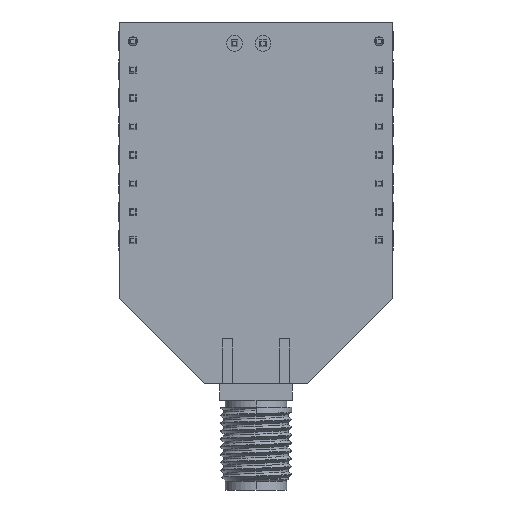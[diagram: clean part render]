
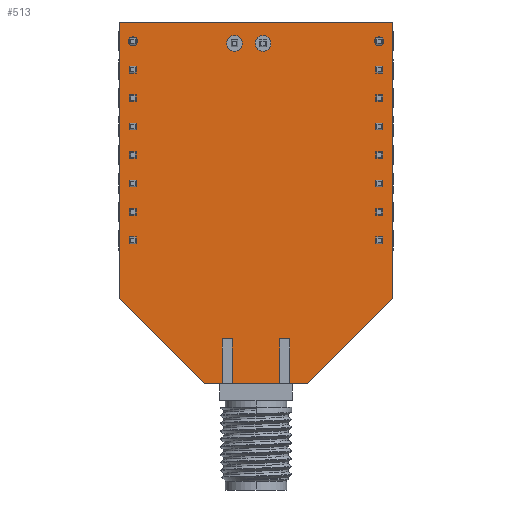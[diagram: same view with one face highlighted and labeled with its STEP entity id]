
A CAD part, front view. The second image highlights one B-rep face of the part: STEP entity #513.
In plain terms, the highlighted planar face has unit normal (0, -1, 0).
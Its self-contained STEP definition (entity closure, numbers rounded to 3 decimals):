
#104=CARTESIAN_POINT('',(1.2,0.,-1.72));
#105=DIRECTION('',(0.,1.,0.));
#106=DIRECTION('',(1.,0.,0.));
#107=AXIS2_PLACEMENT_3D('',#104,#105,#106);
#112=CARTESIAN_POINT('',(1.2,0.,-1.72));
#113=DIRECTION('',(0.,1.,0.));
#114=DIRECTION('',(-1.,0.,0.));
#115=AXIS2_PLACEMENT_3D('',#112,#113,#114);
#120=CARTESIAN_POINT('',(23.2,0.,-1.72));
#121=DIRECTION('',(0.,1.,0.));
#122=DIRECTION('',(1.,0.,0.));
#123=AXIS2_PLACEMENT_3D('',#120,#121,#122);
#128=CARTESIAN_POINT('',(23.2,0.,-1.72));
#129=DIRECTION('',(0.,1.,0.));
#130=DIRECTION('',(-1.,0.,0.));
#131=AXIS2_PLACEMENT_3D('',#128,#129,#130);
#136=DIRECTION('',(0.707,0.,-0.707));
#137=VECTOR('',#136,10.748);
#138=CARTESIAN_POINT('',(0.,0.,-24.7));
#139=LINE('',#138,#137);
#143=DIRECTION('',(0.,0.,1.));
#144=VECTOR('',#143,24.7);
#145=CARTESIAN_POINT('',(0.,0.,-24.7));
#146=LINE('',#145,#144);
#150=DIRECTION('',(1.,0.,0.));
#151=VECTOR('',#150,24.4);
#152=CARTESIAN_POINT('',(0.,0.,0.));
#153=LINE('',#152,#151);
#157=DIRECTION('',(0.,0.,-1.));
#158=VECTOR('',#157,24.7);
#159=CARTESIAN_POINT('',(24.4,0.,0.));
#160=LINE('',#159,#158);
#164=DIRECTION('',(0.707,0.,0.707));
#165=VECTOR('',#164,10.748);
#166=CARTESIAN_POINT('',(16.8,0.,-32.3));
#167=LINE('',#166,#165);
#171=DIRECTION('',(-1.,0.,0.));
#172=VECTOR('',#171,9.2);
#173=CARTESIAN_POINT('',(16.8,0.,-32.3));
#174=LINE('',#173,#172);
#178=CARTESIAN_POINT('',(12.827,0.,-1.905));
#179=DIRECTION('',(0.,1.,0.));
#180=DIRECTION('',(1.,0.,0.));
#181=AXIS2_PLACEMENT_3D('',#178,#179,#180);
#186=CARTESIAN_POINT('',(12.827,0.,-1.905));
#187=DIRECTION('',(0.,1.,0.));
#188=DIRECTION('',(-1.,0.,0.));
#189=AXIS2_PLACEMENT_3D('',#186,#187,#188);
#194=CARTESIAN_POINT('',(10.287,0.,-1.905));
#195=DIRECTION('',(0.,1.,0.));
#196=DIRECTION('',(1.,0.,0.));
#197=AXIS2_PLACEMENT_3D('',#194,#195,#196);
#202=CARTESIAN_POINT('',(10.287,0.,-1.905));
#203=DIRECTION('',(0.,1.,0.));
#204=DIRECTION('',(-1.,0.,0.));
#205=AXIS2_PLACEMENT_3D('',#202,#203,#204);
#414=CARTESIAN_POINT('',(0.,0.,0.));
#415=CARTESIAN_POINT('',(24.4,0.,0.));
#416=VERTEX_POINT('',#414);
#417=VERTEX_POINT('',#415);
#422=CARTESIAN_POINT('',(1.6,0.,-1.72));
#423=CARTESIAN_POINT('',(0.8,0.,-1.72));
#424=VERTEX_POINT('',#422);
#425=VERTEX_POINT('',#423);
#430=CARTESIAN_POINT('',(0.,0.,-24.7));
#431=CARTESIAN_POINT('',(7.6,0.,-32.3));
#432=VERTEX_POINT('',#430);
#433=VERTEX_POINT('',#431);
#438=CARTESIAN_POINT('',(16.8,0.,-32.3));
#439=CARTESIAN_POINT('',(24.4,0.,-24.7));
#440=VERTEX_POINT('',#438);
#441=VERTEX_POINT('',#439);
#446=CARTESIAN_POINT('',(23.6,0.,-1.72));
#447=CARTESIAN_POINT('',(22.8,0.,-1.72));
#448=VERTEX_POINT('',#446);
#449=VERTEX_POINT('',#447);
#454=CARTESIAN_POINT('',(13.526,0.,-1.905));
#455=CARTESIAN_POINT('',(12.129,0.,-1.905));
#456=VERTEX_POINT('',#454);
#457=VERTEX_POINT('',#455);
#458=CARTESIAN_POINT('',(10.986,0.,-1.905));
#459=CARTESIAN_POINT('',(9.589,0.,-1.905));
#460=VERTEX_POINT('',#458);
#461=VERTEX_POINT('',#459);
#470=CARTESIAN_POINT('',(0.,0.,0.));
#471=DIRECTION('',(0.,1.,0.));
#472=DIRECTION('',(1.,0.,0.));
#473=AXIS2_PLACEMENT_3D('',#470,#471,#472);
#474=PLANE('',#473);
#476=ORIENTED_EDGE('',*,*,#475,.F.);
#478=ORIENTED_EDGE('',*,*,#477,.T.);
#480=ORIENTED_EDGE('',*,*,#479,.T.);
#482=ORIENTED_EDGE('',*,*,#481,.T.);
#484=ORIENTED_EDGE('',*,*,#483,.F.);
#486=ORIENTED_EDGE('',*,*,#485,.T.);
#487=EDGE_LOOP('',(#476,#478,#480,#482,#484,#486));
#488=FACE_OUTER_BOUND('',#487,.F.);
#490=ORIENTED_EDGE('',*,*,#489,.F.);
#492=ORIENTED_EDGE('',*,*,#491,.F.);
#493=EDGE_LOOP('',(#490,#492));
#494=FACE_BOUND('',#493,.F.);
#496=ORIENTED_EDGE('',*,*,#495,.F.);
#498=ORIENTED_EDGE('',*,*,#497,.F.);
#499=EDGE_LOOP('',(#496,#498));
#500=FACE_BOUND('',#499,.F.);
#502=ORIENTED_EDGE('',*,*,#501,.F.);
#504=ORIENTED_EDGE('',*,*,#503,.F.);
#505=EDGE_LOOP('',(#502,#504));
#506=FACE_BOUND('',#505,.F.);
#508=ORIENTED_EDGE('',*,*,#507,.F.);
#510=ORIENTED_EDGE('',*,*,#509,.F.);
#511=EDGE_LOOP('',(#508,#510));
#512=FACE_BOUND('',#511,.F.);
#108=CIRCLE('',#107,0.4);
#116=CIRCLE('',#115,0.4);
#124=CIRCLE('',#123,0.4);
#132=CIRCLE('',#131,0.4);
#182=CIRCLE('',#181,0.699);
#190=CIRCLE('',#189,0.699);
#198=CIRCLE('',#197,0.699);
#206=CIRCLE('',#205,0.699);
#475=EDGE_CURVE('',#432,#433,#139,.T.);
#477=EDGE_CURVE('',#432,#416,#146,.T.);
#479=EDGE_CURVE('',#416,#417,#153,.T.);
#481=EDGE_CURVE('',#417,#441,#160,.T.);
#483=EDGE_CURVE('',#440,#441,#167,.T.);
#485=EDGE_CURVE('',#440,#433,#174,.T.);
#489=EDGE_CURVE('',#448,#449,#124,.T.);
#491=EDGE_CURVE('',#449,#448,#132,.T.);
#495=EDGE_CURVE('',#424,#425,#108,.T.);
#497=EDGE_CURVE('',#425,#424,#116,.T.);
#501=EDGE_CURVE('',#456,#457,#182,.T.);
#503=EDGE_CURVE('',#457,#456,#190,.T.);
#507=EDGE_CURVE('',#460,#461,#198,.T.);
#509=EDGE_CURVE('',#461,#460,#206,.T.);
#513=ADVANCED_FACE('',(#488,#494,#500,#506,#512),#474,.F.);
